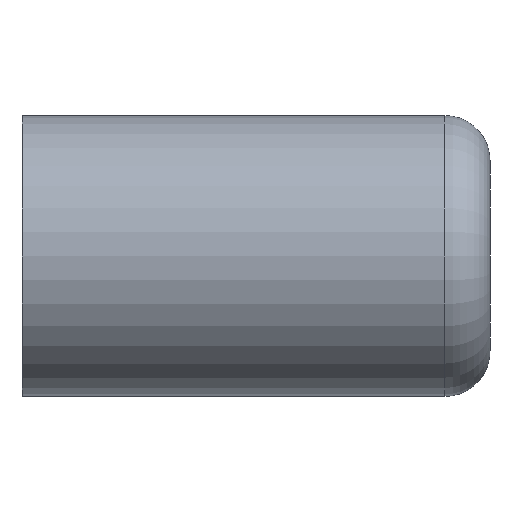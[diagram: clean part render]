
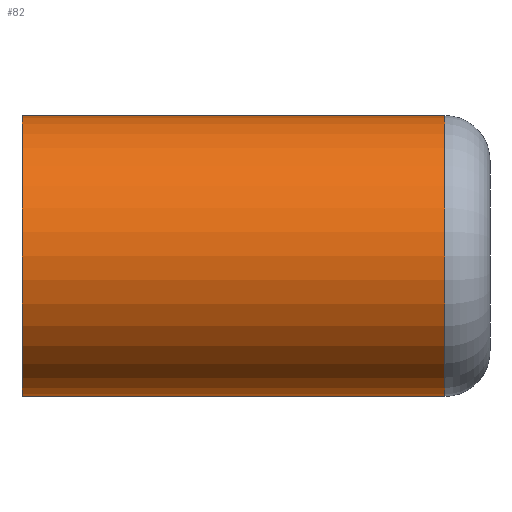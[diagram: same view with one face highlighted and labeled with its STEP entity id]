
A CAD part, front view. The second image highlights one B-rep face of the part: STEP entity #82.
In plain terms, the highlighted cylindrical face has radius 6 mm (diameter 12 mm), a full revolution.
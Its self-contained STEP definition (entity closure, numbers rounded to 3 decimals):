
#82 = ADVANCED_FACE( '', ( #105, #106 ), #107, .T. );
#105 = FACE_OUTER_BOUND( '', #129, .T. );
#106 = FACE_OUTER_BOUND( '', #130, .T. );
#107 = CYLINDRICAL_SURFACE( '', #131, 6. );
#129 = EDGE_LOOP( '', ( #167 ) );
#130 = EDGE_LOOP( '', ( #168 ) );
#131 = AXIS2_PLACEMENT_3D( '', #169, #170, #171 );
#167 = ORIENTED_EDGE( '', *, *, #173, .T. );
#168 = ORIENTED_EDGE( '', *, *, #179, .F. );
#169 = CARTESIAN_POINT( '', ( 50., 0., 0. ) );
#170 = DIRECTION( '', ( -1., 0., 0. ) );
#171 = DIRECTION( '', ( 0., 0., -1. ) );
#173 = EDGE_CURVE( '', #182, #182, #183, .T. );
#179 = EDGE_CURVE( '', #194, #194, #195, .T. );
#182 = VERTEX_POINT( '', #198 );
#183 = CIRCLE( '', #199, 6. );
#194 = VERTEX_POINT( '', #210 );
#195 = CIRCLE( '', #211, 6. );
#198 = CARTESIAN_POINT( '', ( -10., 0., -6. ) );
#199 = AXIS2_PLACEMENT_3D( '', #215, #216, #217 );
#210 = CARTESIAN_POINT( '', ( 8.075, 0., -6. ) );
#211 = AXIS2_PLACEMENT_3D( '', #233, #234, #235 );
#215 = CARTESIAN_POINT( '', ( -10., 0., 0. ) );
#216 = DIRECTION( '', ( 1., 0., 0. ) );
#217 = DIRECTION( '', ( 0., 0., -1. ) );
#233 = CARTESIAN_POINT( '', ( 8.075, 0., 0. ) );
#234 = DIRECTION( '', ( 1., 0., 0. ) );
#235 = DIRECTION( '', ( 0., 0., -1. ) );
